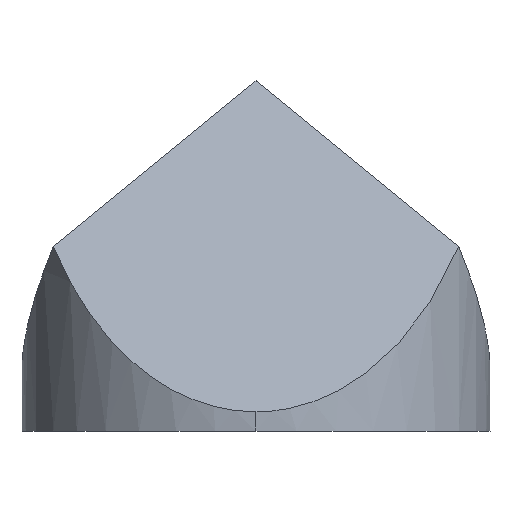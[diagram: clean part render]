
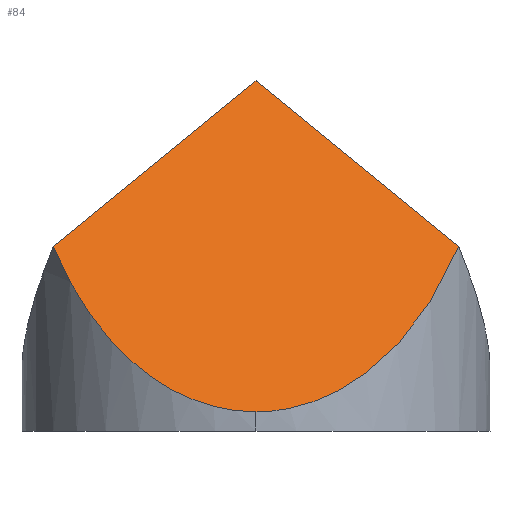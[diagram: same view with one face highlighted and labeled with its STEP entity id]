
A CAD part, left-side view. The second image highlights one B-rep face of the part: STEP entity #84.
In plain terms, the highlighted planar face has unit normal (-0.816, 0, 0.577).
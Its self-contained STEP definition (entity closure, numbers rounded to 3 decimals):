
#15 = LINE ( 'NONE', #117, #197 ) ;
#17 = ORIENTED_EDGE ( 'NONE', *, *, #143, .F. ) ;
#22 = VERTEX_POINT ( 'NONE', #75 ) ;
#26 = CARTESIAN_POINT ( 'NONE',  ( -6.35, -10.999, 10.022 ) ) ;
#28 = VERTEX_POINT ( 'NONE', #26 ) ;
#55 = CARTESIAN_POINT ( 'NONE',  ( -10.376, 8.674, 4.33 ) ) ;
#57 = VERTEX_POINT ( 'NONE', #99 ) ;
#62 = CARTESIAN_POINT ( 'NONE',  ( -7.074, -12.252, 8.999 ) ) ;
#75 = CARTESIAN_POINT ( 'NONE',  ( -12.7, 0., 1.043 ) ) ;
#77 = LINE ( 'NONE', #62, #79 ) ;
#79 = VECTOR ( 'NONE', #238, 1000. ) ;
#82 = EDGE_CURVE ( 'NONE', #28, #22, #227, .T. ) ;
#84 = ADVANCED_FACE ( 'NONE', ( #261 ), #296, .F. ) ;
#91 = EDGE_LOOP ( 'NONE', ( #234, #164, #289, #17 ) ) ;
#99 = CARTESIAN_POINT ( 'NONE',  ( 0., 0., 19. ) ) ;
#102 = CARTESIAN_POINT ( 'NONE',  ( -12.7, 0., 1.043 ) ) ;
#104 = EDGE_CURVE ( 'NONE', #111, #57, #15, .T. ) ;
#111 = VERTEX_POINT ( 'NONE', #208 ) ;
#115 = CARTESIAN_POINT ( 'NONE',  ( -12.7, 0., 1.043 ) ) ;
#117 = CARTESIAN_POINT ( 'NONE',  ( 7.074, -12.252, 29.001 ) ) ;
#143 = EDGE_CURVE ( 'NONE', #22, #111, #251, .T. ) ;
#149 = CARTESIAN_POINT ( 'NONE',  ( 0., -24.5, 19. ) ) ;
#158 = DIRECTION ( 'NONE',  ( 0.816, 0., -0.577 ) ) ;
#164 = ORIENTED_EDGE ( 'NONE', *, *, #271, .T. ) ;
#197 = VECTOR ( 'NONE', #260, 1000. ) ;
#208 = CARTESIAN_POINT ( 'NONE',  ( -6.35, 10.999, 10.022 ) ) ;
#223 = CARTESIAN_POINT ( 'NONE',  ( -10.376, -8.674, 4.33 ) ) ;
#225 = CARTESIAN_POINT ( 'NONE',  ( -6.35, -10.999, 10.022 ) ) ;
#227 =( BOUNDED_CURVE ( )  B_SPLINE_CURVE ( 3, ( #225, #223, #247, #102 ),
 .UNSPECIFIED., .F., .F. ) 
 B_SPLINE_CURVE_WITH_KNOTS ( ( 4, 4 ),
 ( 5.236, 6.283 ),
 .UNSPECIFIED. ) 
 CURVE ( )  GEOMETRIC_REPRESENTATION_ITEM ( )  RATIONAL_B_SPLINE_CURVE ( ( 1., 0.911, 0.911, 1. ) ) 
 REPRESENTATION_ITEM ( '' )  );
#233 = DIRECTION ( 'NONE',  ( -0.577, 0., -0.816 ) ) ;
#234 = ORIENTED_EDGE ( 'NONE', *, *, #82, .F. ) ;
#238 = DIRECTION ( 'NONE',  ( 0.408, 0.707, 0.577 ) ) ;
#247 = CARTESIAN_POINT ( 'NONE',  ( -12.7, -4.649, 1.043 ) ) ;
#251 =( BOUNDED_CURVE ( )  B_SPLINE_CURVE ( 3, ( #115, #278, #55, #283 ),
 .UNSPECIFIED., .F., .F. ) 
 B_SPLINE_CURVE_WITH_KNOTS ( ( 4, 4 ),
 ( 0., 1.047 ),
 .UNSPECIFIED. ) 
 CURVE ( )  GEOMETRIC_REPRESENTATION_ITEM ( )  RATIONAL_B_SPLINE_CURVE ( ( 1., 0.911, 0.911, 1. ) ) 
 REPRESENTATION_ITEM ( '' )  );
#255 = AXIS2_PLACEMENT_3D ( 'NONE', #149, #158, #233 ) ;
#260 = DIRECTION ( 'NONE',  ( 0.408, -0.707, 0.577 ) ) ;
#261 = FACE_OUTER_BOUND ( 'NONE', #91, .T. ) ;
#271 = EDGE_CURVE ( 'NONE', #28, #57, #77, .T. ) ;
#278 = CARTESIAN_POINT ( 'NONE',  ( -12.7, 4.649, 1.043 ) ) ;
#283 = CARTESIAN_POINT ( 'NONE',  ( -6.35, 10.999, 10.022 ) ) ;
#289 = ORIENTED_EDGE ( 'NONE', *, *, #104, .F. ) ;
#296 = PLANE ( 'NONE',  #255 ) ;
